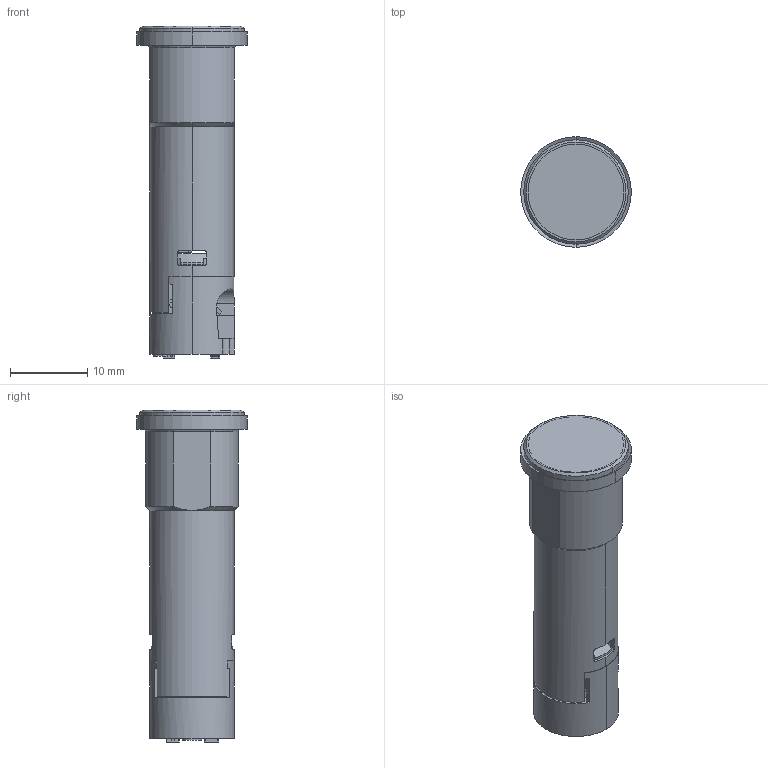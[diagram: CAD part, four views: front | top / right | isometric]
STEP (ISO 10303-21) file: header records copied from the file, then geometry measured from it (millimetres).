
FILE_DESCRIPTION((''),'2;1');
FILE_NAME('XVLA324-3D_ASM','2021-02-25T16:09:43',('SESA231899'),('Schneider-Electric'),'CREO PARAMETRIC BY PTC INC, 2019471','CREO PARAMETRIC BY PTC INC, 2019471','');
FILE_SCHEMA(('AP242_MANAGED_MODEL_BASED_3D_ENGINEERING_MIM_LF { 1 0 10303 442 1 1 4 }'));
Length unit declared in the file: millimetre
Products named in the file (2): XVLA333-3D; XVLA324-3D_ASM
Assembly tree (1 placements, depth 2):
  XVLA324-3D_ASM
    XVLA333-3D
Bounding box: 14.32 x 14.32 x 43 mm (x, y, z)
Volume: 1998.1 mm3; surface area: 3731 mm2
Topology: 1 solids, 1 shells, 382 faces, 1051 edges, 676 vertices
Faces by surface type: plane 207, extrusion 104, cylinder 59, cone 10, torus 2
Entity records: 40784 total; most frequent: CARTESIAN_POINT 30202, ORIENTED_EDGE 2102, DIRECTION 1747, EDGE_CURVE 1051, VECTOR 739, VERTEX_POINT 676, LINE 635, AXIS2_PLACEMENT_3D 504
